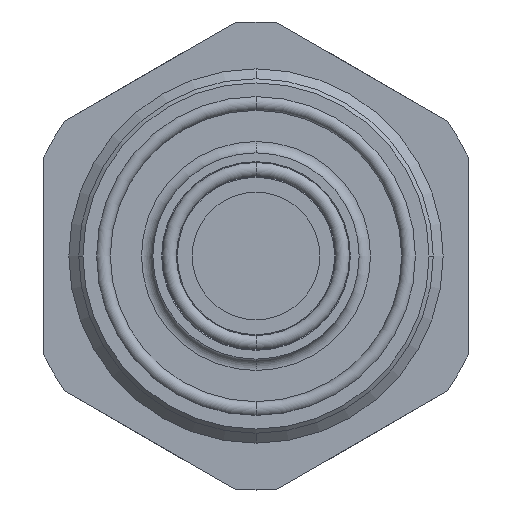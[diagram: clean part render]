
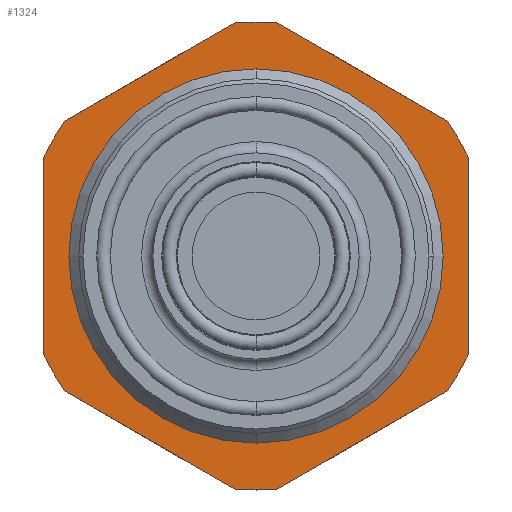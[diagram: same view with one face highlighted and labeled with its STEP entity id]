
A CAD part, front view. The second image highlights one B-rep face of the part: STEP entity #1324.
In plain terms, the highlighted planar face has unit normal (0, -1, 0).
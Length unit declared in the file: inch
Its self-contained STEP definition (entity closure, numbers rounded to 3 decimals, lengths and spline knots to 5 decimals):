
#24=CARTESIAN_POINT('',(0.,0.,0.));
#25=DIRECTION('',(0.,-1.,0.));
#26=DIRECTION('',(0.909,0.,0.417));
#27=AXIS2_PLACEMENT_3D('',#24,#25,#26);
#54=CARTESIAN_POINT('',(0.,0.,0.));
#55=DIRECTION('',(0.,-1.,0.));
#56=DIRECTION('',(0.093,0.,0.996));
#57=AXIS2_PLACEMENT_3D('',#54,#55,#56);
#107=CARTESIAN_POINT('',(0.,0.,0.));
#108=DIRECTION('',(0.,-1.,0.));
#109=DIRECTION('',(-0.816,0.,0.578));
#110=AXIS2_PLACEMENT_3D('',#107,#108,#109);
#166=CARTESIAN_POINT('',(0.,0.,0.));
#167=DIRECTION('',(0.,1.,0.));
#168=DIRECTION('',(-1.,0.,0.));
#169=AXIS2_PLACEMENT_3D('',#166,#167,#168);
#174=CARTESIAN_POINT('',(0.,0.,0.));
#175=DIRECTION('',(0.,1.,0.));
#176=DIRECTION('',(1.,0.,0.));
#177=AXIS2_PLACEMENT_3D('',#174,#175,#176);
#182=DIRECTION('',(0.866,0.,-0.5));
#183=VECTOR('',#182,0.91348);
#184=CARTESIAN_POINT('',(-0.8926,0.,-0.63254));
#185=LINE('',#184,#183);
#189=DIRECTION('',(0.,0.,-1.));
#190=VECTOR('',#189,0.91348);
#191=CARTESIAN_POINT('',(-0.99409,0.,0.45674));
#192=LINE('',#191,#190);
#196=DIRECTION('',(-0.866,0.,-0.5));
#197=VECTOR('',#196,0.91348);
#198=CARTESIAN_POINT('',(-0.1015,0.,1.08928));
#199=LINE('',#198,#197);
#203=DIRECTION('',(-0.866,0.,0.5));
#204=VECTOR('',#203,0.91348);
#205=CARTESIAN_POINT('',(0.8926,0.,0.63254));
#206=LINE('',#205,#204);
#210=DIRECTION('',(0.,0.,1.));
#211=VECTOR('',#210,0.91348);
#212=CARTESIAN_POINT('',(0.99409,0.,-0.45674));
#213=LINE('',#212,#211);
#217=DIRECTION('',(0.866,0.,0.5));
#218=VECTOR('',#217,0.91348);
#219=CARTESIAN_POINT('',(0.1015,0.,-1.08928));
#220=LINE('',#219,#218);
#834=CARTESIAN_POINT('',(0.,0.,0.));
#835=DIRECTION('',(0.,-1.,0.));
#836=DIRECTION('',(-0.909,0.,-0.417));
#837=AXIS2_PLACEMENT_3D('',#834,#835,#836);
#849=CARTESIAN_POINT('',(0.,0.,0.));
#850=DIRECTION('',(0.,-1.,0.));
#851=DIRECTION('',(-0.093,0.,-0.996));
#852=AXIS2_PLACEMENT_3D('',#849,#850,#851);
#902=CARTESIAN_POINT('',(0.,0.,0.));
#903=DIRECTION('',(0.,-1.,0.));
#904=DIRECTION('',(0.816,0.,-0.578));
#905=AXIS2_PLACEMENT_3D('',#902,#903,#904);
#1037=CARTESIAN_POINT('',(-0.8926,0.,-0.63254));
#1038=CARTESIAN_POINT('',(-0.1015,0.,-1.08928));
#1039=VERTEX_POINT('',#1037);
#1040=VERTEX_POINT('',#1038);
#1041=CARTESIAN_POINT('',(0.99409,0.,-0.45674));
#1042=CARTESIAN_POINT('',(0.99409,0.,0.45674));
#1043=VERTEX_POINT('',#1041);
#1044=VERTEX_POINT('',#1042);
#1045=CARTESIAN_POINT('',(0.8926,0.,0.63254));
#1046=CARTESIAN_POINT('',(0.1015,0.,1.08928));
#1047=VERTEX_POINT('',#1045);
#1048=VERTEX_POINT('',#1046);
#1049=CARTESIAN_POINT('',(-0.99409,0.,0.45674));
#1050=CARTESIAN_POINT('',(-0.99409,0.,-0.45674));
#1051=VERTEX_POINT('',#1049);
#1052=VERTEX_POINT('',#1050);
#1061=CARTESIAN_POINT('',(0.1015,0.,-1.08928));
#1062=VERTEX_POINT('',#1061);
#1075=CARTESIAN_POINT('',(-0.86812,0.,0.));
#1076=CARTESIAN_POINT('',(0.86812,0.,0.));
#1077=VERTEX_POINT('',#1075);
#1078=VERTEX_POINT('',#1076);
#1101=CARTESIAN_POINT('',(-0.1015,0.,1.08928));
#1102=VERTEX_POINT('',#1101);
#1106=CARTESIAN_POINT('',(-0.8926,0.,0.63254));
#1108=VERTEX_POINT('',#1106);
#1110=CARTESIAN_POINT('',(0.8926,0.,-0.63254));
#1112=VERTEX_POINT('',#1110);
#1292=CARTESIAN_POINT('',(0.,0.,0.));
#1293=DIRECTION('',(0.,-1.,0.));
#1294=DIRECTION('',(-1.,0.,0.));
#1295=AXIS2_PLACEMENT_3D('',#1292,#1293,#1294);
#1296=PLANE('',#1295);
#1298=ORIENTED_EDGE('',*,*,#1297,.F.);
#1300=ORIENTED_EDGE('',*,*,#1299,.F.);
#1302=ORIENTED_EDGE('',*,*,#1301,.F.);
#1303=ORIENTED_EDGE('',*,*,#1234,.F.);
#1305=ORIENTED_EDGE('',*,*,#1304,.F.);
#1306=ORIENTED_EDGE('',*,*,#1212,.F.);
#1307=ORIENTED_EDGE('',*,*,#1287,.F.);
#1308=ORIENTED_EDGE('',*,*,#1196,.F.);
#1309=ORIENTED_EDGE('',*,*,#1249,.F.);
#1311=ORIENTED_EDGE('',*,*,#1310,.F.);
#1313=ORIENTED_EDGE('',*,*,#1312,.F.);
#1315=ORIENTED_EDGE('',*,*,#1314,.F.);
#1316=EDGE_LOOP('',(#1298,#1300,#1302,#1303,#1305,#1306,#1307,#1308,#1309,#1311,
#1313,#1315));
#1317=FACE_OUTER_BOUND('',#1316,.F.);
#1319=ORIENTED_EDGE('',*,*,#1318,.F.);
#1321=ORIENTED_EDGE('',*,*,#1320,.F.);
#1322=EDGE_LOOP('',(#1319,#1321));
#1323=FACE_BOUND('',#1322,.F.);
#28=CIRCLE('',#27,1.094);
#58=CIRCLE('',#57,1.094);
#111=CIRCLE('',#110,1.094);
#170=CIRCLE('',#169,0.86812);
#178=CIRCLE('',#177,0.86812);
#838=CIRCLE('',#837,1.094);
#853=CIRCLE('',#852,1.094);
#906=CIRCLE('',#905,1.094);
#1196=EDGE_CURVE('',#1044,#1047,#28,.T.);
#1212=EDGE_CURVE('',#1048,#1102,#58,.T.);
#1234=EDGE_CURVE('',#1108,#1051,#111,.T.);
#1249=EDGE_CURVE('',#1043,#1044,#213,.T.);
#1287=EDGE_CURVE('',#1047,#1048,#206,.T.);
#1297=EDGE_CURVE('',#1039,#1040,#185,.T.);
#1299=EDGE_CURVE('',#1052,#1039,#838,.T.);
#1301=EDGE_CURVE('',#1051,#1052,#192,.T.);
#1304=EDGE_CURVE('',#1102,#1108,#199,.T.);
#1310=EDGE_CURVE('',#1112,#1043,#906,.T.);
#1312=EDGE_CURVE('',#1062,#1112,#220,.T.);
#1314=EDGE_CURVE('',#1040,#1062,#853,.T.);
#1318=EDGE_CURVE('',#1077,#1078,#170,.T.);
#1320=EDGE_CURVE('',#1078,#1077,#178,.T.);
#1324=ADVANCED_FACE('',(#1317,#1323),#1296,.T.);
